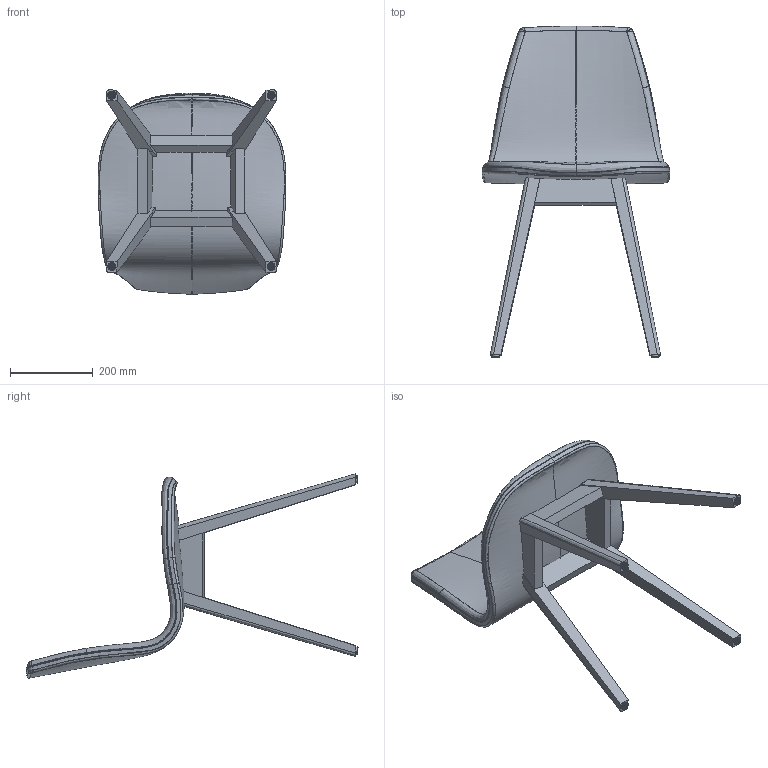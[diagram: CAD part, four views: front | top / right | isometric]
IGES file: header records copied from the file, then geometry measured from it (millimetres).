
Start section: SolidWorks IGES file using analytic representation for surfaces
Global section: file name: AK003 - IGS.IGS; native system: SolidWorks 2019; preprocessor: SolidWorks 2019; author: Luís Almeida; date: 200325.103531; units: millimetre
Bounding box: 453.61 x 801.17 x 492.75 mm (x, y, z)
Surface area: 2112654 mm2 (no closed solid volume)
Topology: 0 solids, 0 shells, 240 faces, 5409 edges, 5397 vertices
Faces by surface type: bspline 212, revolution 28
